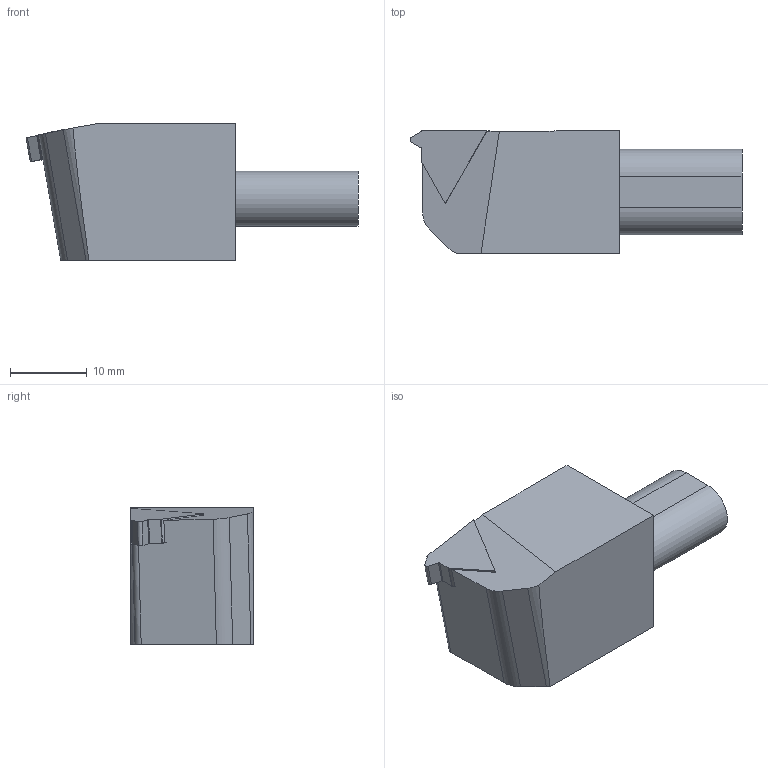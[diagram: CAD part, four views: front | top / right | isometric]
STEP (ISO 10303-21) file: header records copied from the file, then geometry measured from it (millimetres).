
FILE_DESCRIPTION(/* description */ (''),/* implementation_level */ '2;1');
FILE_NAME(/* name */ 'SEL-16x43.3-11.stp',/* time_stamp */ '2023-11-09T09:38:46+03:00',/* author */ (''),/* organization */ (''),/* preprocessor_version */ 'ST-DEVELOPER v19.4',/* originating_system */ 'SIEMENS PLM Software NX2306.3001',/* authorisation */ '');
FILE_SCHEMA (('AUTOMOTIVE_DESIGN { 1 0 10303 214 3 1 1 1 }'));
Length unit declared in the file: millimetre
Products named in the file (2): 11 EL 2-5; SEL-16x43.3-11
Assembly tree (1 placements, depth 2):
  SEL-16x43.3-11
    11 EL 2-5
Bounding box: 43.33 x 16 x 17.8 mm (x, y, z)
Volume: 7723.6 mm3; surface area: 2804.8 mm2
Topology: 2 solids, 2 shells, 34 faces, 87 edges, 58 vertices
Faces by surface type: plane 24, cylinder 10
Entity records: 1174 total; most frequent: DIRECTION 181, CARTESIAN_POINT 181, ORIENTED_EDGE 174, EDGE_CURVE 87, LINE 65, VECTOR 65, VERTEX_POINT 58, AXIS2_PLACEMENT_3D 58
